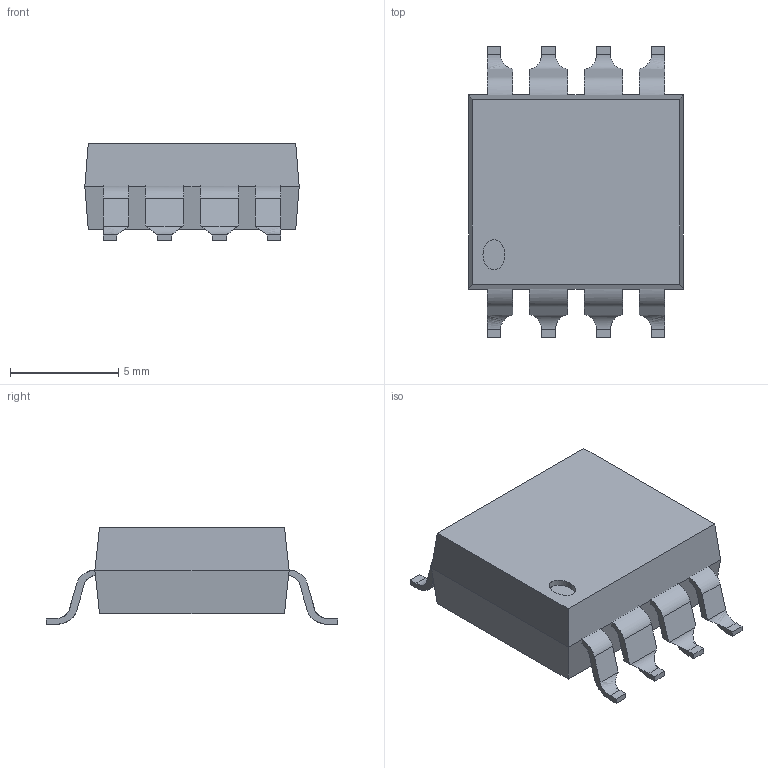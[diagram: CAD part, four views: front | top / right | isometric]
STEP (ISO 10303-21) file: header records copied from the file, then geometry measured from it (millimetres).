
FILE_DESCRIPTION(('FreeCAD Model'),'2;1');
FILE_NAME('HCNR201.step','2018-01-03T12:12:37',( 'kicad StepUp'),('ksu MCAD'),'Open CASCADE STEP processor 6.8', 'FreeCAD','Unknown');
FILE_SCHEMA(('AUTOMOTIVE_DESIGN_CC2 { 1 2 10303 214 -1 1 5 4 }'));
Length unit declared in the file: millimetre
Products named in the file (1): HCNR201
Bounding box: 9.9 x 13.46 x 4.47 mm (x, y, z)
Volume: 363.9 mm3; surface area: 526.9 mm2
Topology: 5 solids, 5 shells, 125 faces, 322 edges, 208 vertices
Faces by surface type: bspline 125
Entity records: 4328 total; most frequent: CARTESIAN_POINT 1541, ORIENTED_EDGE 644, EDGE_CURVE 322, B_SPLINE_CURVE_WITH_KNOTS 242, VERTEX_POINT 208, FACE_BOUND 126, EDGE_LOOP 126, ADVANCED_FACE 125
